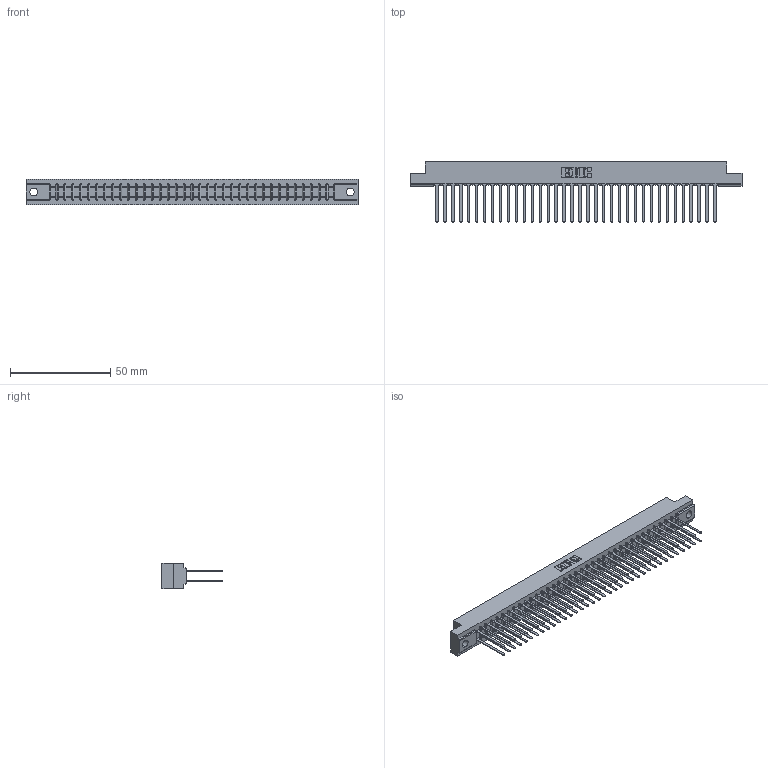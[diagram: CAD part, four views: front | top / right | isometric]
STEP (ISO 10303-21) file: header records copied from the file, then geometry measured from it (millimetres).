
FILE_DESCRIPTION (( 'STEP AP203' ), '1' );
FILE_NAME ('357-072-540-204.STEP', '2019-09-19T11:24:08', ( '' ), ( '' ), 'SwSTEP 2.0', 'SolidWorks 2016', '' );
FILE_SCHEMA (( 'CONFIG_CONTROL_DESIGN' ));
Length unit declared in the file: inch
Products named in the file (3): 307-290-001_540; 357-072-540-204; 307 Part_.156 Dia Mounting Holes
Assembly tree (73 placements, depth 2):
  357-072-540-204
    307 Part_.156 Dia Mounting Holes
    307-290-001_540  x72
Bounding box: 165.66 x 30 x 12.7 mm (x, y, z)
Volume: 17869.4 mm3; surface area: 23978.2 mm2
Topology: 73 solids, 73 shells, 3481 faces, 9719 edges, 6282 vertices
Faces by surface type: plane 2316, cylinder 1091, sphere 74
Entity records: 33140 total; most frequent: CARTESIAN_POINT 5426, ORIENTED_EDGE 5374, DIRECTION 5309, EDGE_CURVE 2687, VECTOR 2067, LINE 2067, VERTEX_POINT 1738, AXIS2_PLACEMENT_3D 1621
